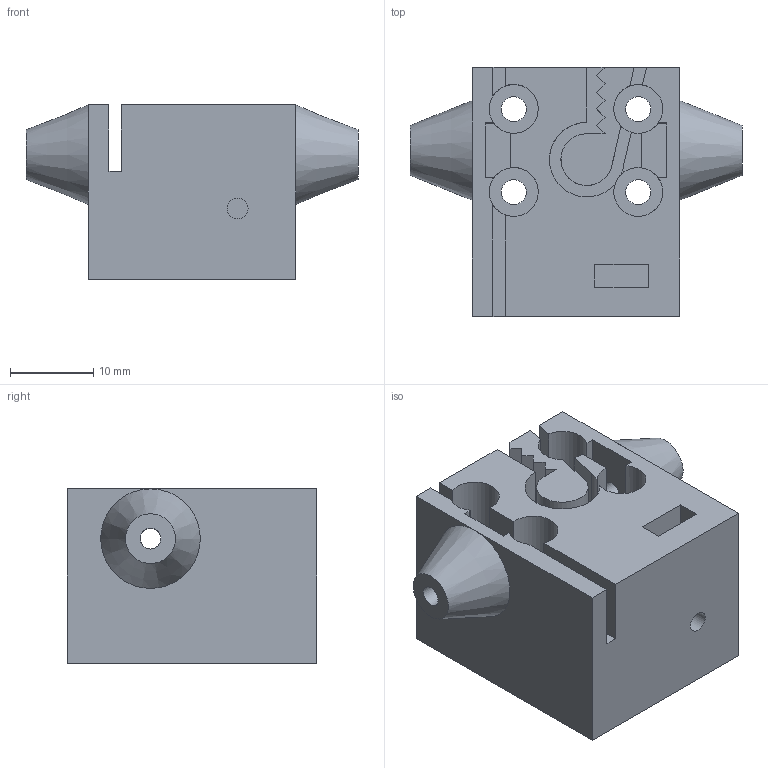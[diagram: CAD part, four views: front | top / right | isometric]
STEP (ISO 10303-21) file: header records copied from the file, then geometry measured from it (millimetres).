
FILE_DESCRIPTION(('FreeCAD Model'),'2;1');
FILE_NAME('Open CASCADE Shape Model','2022-01-10T23:28:29',('Author'),( ''),'Open CASCADE STEP processor 7.5','FreeCAD','Unknown');
FILE_SCHEMA(('AUTOMOTIVE_DESIGN { 1 0 10303 214 1 1 1 1 }'));
Length unit declared in the file: millimetre
Products named in the file (1): Pocket003
Bounding box: 40 x 30 x 21 mm (x, y, z)
Volume: 13152.6 mm3; surface area: 6922.3 mm2
Topology: 1 solids, 1 shells, 77 faces, 219 edges, 145 vertices
Faces by surface type: plane 57, cylinder 18, cone 2
Full cylindrical faces by diameter (mm): 2.5 x7, 3 x4, 5.9 x4
Entity records: 5951 total; most frequent: CARTESIAN_POINT 1674, DIRECTION 769, LINE 469, VECTOR 469, ORIENTED_EDGE 434, PCURVE 434, DEFINITIONAL_REPRESENTATION 434, EDGE_CURVE 217
